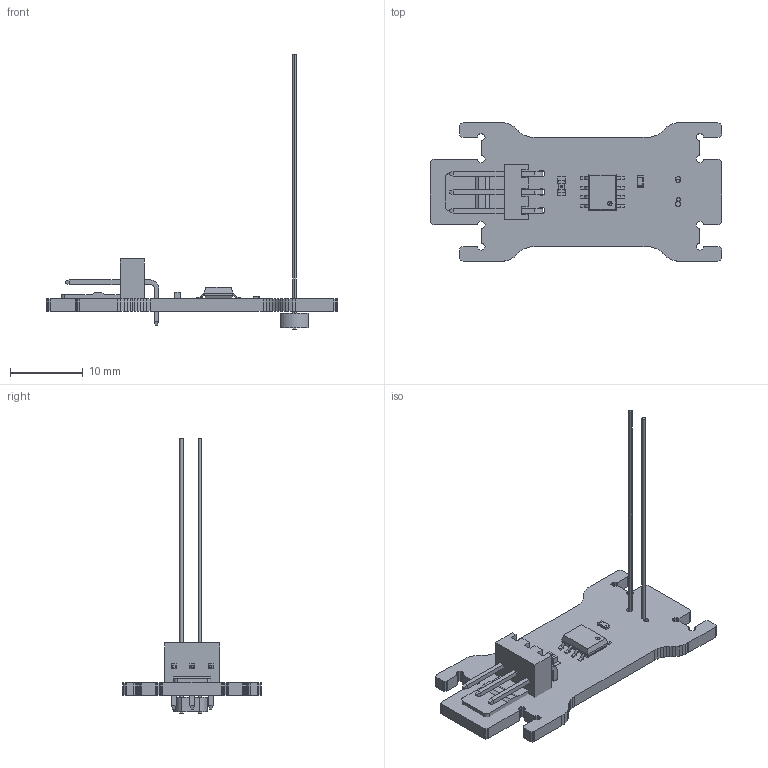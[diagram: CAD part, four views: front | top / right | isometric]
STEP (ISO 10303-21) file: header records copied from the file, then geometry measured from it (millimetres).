
FILE_DESCRIPTION(('Open CASCADE Model'),'2;1');
FILE_NAME('Open CASCADE Shape Model','2015-11-19T21:37:17',('Author'),( 'Open CASCADE'),'Open CASCADE STEP processor 6.2','Open CASCADE 6.2' ,'Unknown');
FILE_SCHEMA(('AUTOMOTIVE_DESIGN { 1 0 10303 214 1 1 1 1 }'));
Length unit declared in the file: millimetre
Products named in the file (12): PCB; Board; C1; 398964896; User_Library-cap0603_pad_0603___; User_Library-cap0603_cap0603_body___; R1; 398965232; Free-Models; 嫖鏗; 2510-3P-W; SOP8
Assembly tree (11 placements, depth 4):
  PCB
    Board
    C1
      398964896
        User_Library-cap0603_pad_0603___
        User_Library-cap0603_cap0603_body___
    R1
      398965232
    Free-Models
      嫖鏗
      2510-3P-W
      SOP8
Bounding box: 40.03 x 19.03 x 37.85 mm (x, y, z)
Volume: 1273.4 mm3; surface area: 2154.7 mm2
Topology: 8 solids, 8 shells, 606 faces, 1636 edges, 1040 vertices
Faces by surface type: plane 503, cylinder 60, bspline 27, sphere 16
Full cylindrical faces by diameter (mm): 0.7 x2, 0.9 x3
Entity records: 44751 total; most frequent: CARTESIAN_POINT 11028, DIRECTION 5661, LINE 4221, VECTOR 4221, ORIENTED_EDGE 3232, PCURVE 3232, DEFINITIONAL_REPRESENTATION 3232, EDGE_CURVE 1616
